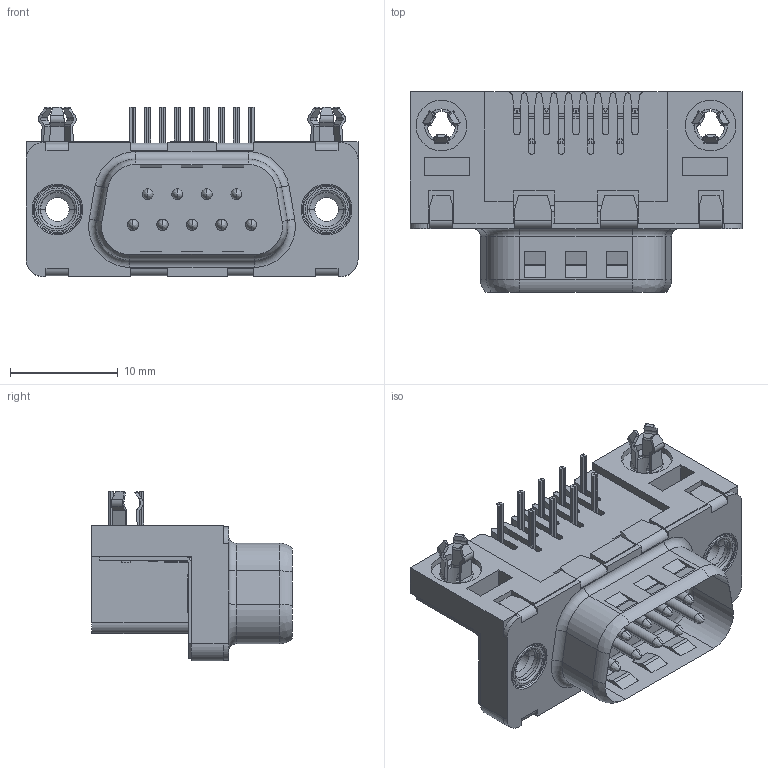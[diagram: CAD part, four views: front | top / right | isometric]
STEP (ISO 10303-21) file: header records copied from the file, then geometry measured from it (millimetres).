
FILE_DESCRIPTION((''),'2;1');
FILE_NAME('PD09P33E6GX00LF','2018-05-24T',('rajana'),('AFCI'),'CREO PARAMETRIC BY PTC INC, 2016130','CREO PARAMETRIC BY PTC INC, 2016130','');
FILE_SCHEMA(('CONFIG_CONTROL_DESIGN'));
Length unit declared in the file: millimetre
Products named in the file (1): PD09P33E6GX00LF
Bounding box: 30.81 x 18.6 x 15.75 mm (x, y, z)
Volume: 2860.1 mm3; surface area: 3553.8 mm2
Topology: 1 solids, 3 shells, 1215 faces, 3325 edges, 2127 vertices
Faces by surface type: plane 721, cylinder 350, torus 96, bspline 40, cone 8
Entity records: 40512 total; most frequent: CARTESIAN_POINT 9372, ORIENTED_EDGE 6614, DIRECTION 6429, EDGE_CURVE 3307, VECTOR 2275, LINE 2275, VERTEX_POINT 2127, AXIS2_PLACEMENT_3D 2077
